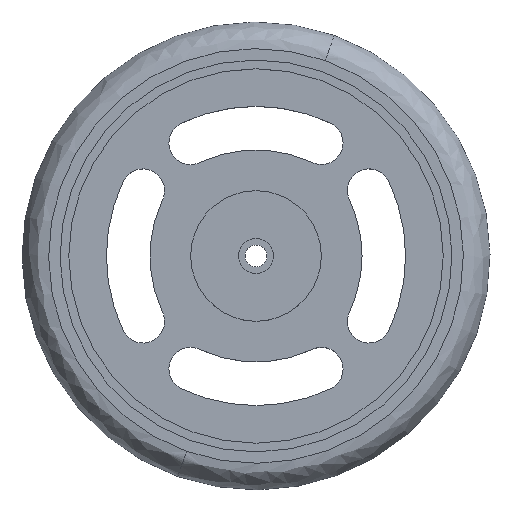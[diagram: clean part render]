
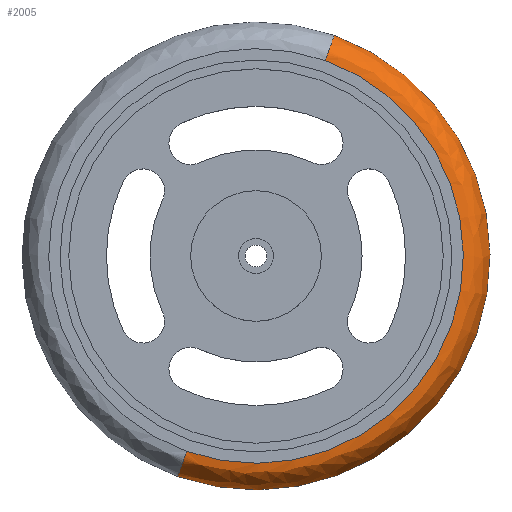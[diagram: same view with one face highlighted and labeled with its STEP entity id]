
A CAD part, top view. The second image highlights one B-rep face of the part: STEP entity #2005.
In plain terms, the highlighted free-form (B-spline) face has degree [3, 3] with [5, 4] control points.
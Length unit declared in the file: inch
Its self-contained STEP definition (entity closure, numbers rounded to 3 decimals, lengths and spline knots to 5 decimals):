
#32 = CARTESIAN_POINT ( 'NONE',  ( -0.02602, 1.34325, 0. ) ) ;
#101 = CARTESIAN_POINT ( 'NONE',  ( -0.15819, 1.24186, 0. ) ) ;
#118 = DIRECTION ( 'NONE',  ( 0., 0., -1. ) ) ;
#144 = AXIS2_PLACEMENT_3D ( 'NONE', #486, #1586, #118 ) ;
#186 = VERTEX_POINT ( 'NONE', #1504 ) ;
#200 = CARTESIAN_POINT ( 'NONE',  ( -0.15819, 1.1905, 0. ) ) ;
#205 = DIRECTION ( 'NONE',  ( 1., 0., 0. ) ) ;
#302 = VERTEX_POINT ( 'NONE', #2507 ) ;
#346 = VERTEX_POINT ( 'NONE', #1544 ) ;
#406 = CARTESIAN_POINT ( 'NONE',  ( 0., -1.34364, 0. ) ) ;
#413 = CARTESIAN_POINT ( 'NONE',  ( -0.02602, 1.34325, 2.6865 ) ) ;
#422 = EDGE_CURVE ( 'NONE', #186, #302, #1092, .T. ) ;
#461 = EDGE_CURVE ( 'NONE', #346, #1879, #1537, .T. ) ;
#486 = CARTESIAN_POINT ( 'NONE',  ( 0., 0., 0. ) ) ;
#516 = AXIS2_PLACEMENT_3D ( 'NONE', #960, #205, #1529 ) ;
#564 = CARTESIAN_POINT ( 'NONE',  ( -0.13659, -1.27759, 0. ) ) ;
#587 = CARTESIAN_POINT ( 'NONE',  ( 0., -1.34364, 2.68728 ) ) ;
#615 = FACE_OUTER_BOUND ( 'NONE', #1916, .T. ) ;
#617 = CARTESIAN_POINT ( 'NONE',  ( -0.02602, -1.34325, 0. ) ) ;
#741 = ORIENTED_EDGE ( 'NONE', *, *, #1314, .T. ) ;
#751 = CARTESIAN_POINT ( 'NONE',  ( -0.15819, -1.24186, 2.48372 ) ) ;
#780 = CARTESIAN_POINT ( 'NONE',  ( -0.13659, 1.27759, 2.55517 ) ) ;
#831 = CARTESIAN_POINT ( 'NONE',  ( 0., -1.34364, 0. ) ) ;
#833 = ORIENTED_EDGE ( 'NONE', *, *, #422, .T. ) ;
#875 = CARTESIAN_POINT ( 'NONE',  ( -0.15819, 1.1905, 0. ) ) ;
#938 = CARTESIAN_POINT ( 'NONE',  ( -0.15819, 1.24186, 0. ) ) ;
#960 = CARTESIAN_POINT ( 'NONE',  ( -0.15819, 0., 0. ) ) ;
#1012 = ORIENTED_EDGE ( 'NONE', *, *, #1225, .F. ) ;
#1092 = CIRCLE ( 'NONE', #516, 1.1905 ) ;
#1138 = CARTESIAN_POINT ( 'NONE',  ( -0.13659, -1.27759, 2.55517 ) ) ;
#1156 = CARTESIAN_POINT ( 'NONE',  ( -0.02602, -1.34325, 2.6865 ) ) ;
#1185 = CARTESIAN_POINT ( 'NONE',  ( -0.13659, -1.27759, 0. ) ) ;
#1225 = EDGE_CURVE ( 'NONE', #1879, #302, #1510, .T. ) ;
#1314 = EDGE_CURVE ( 'NONE', #346, #186, #2509, .T. ) ;
#1351 = CARTESIAN_POINT ( 'NONE',  ( -0.02602, -1.34325, 0. ) ) ;
#1504 = CARTESIAN_POINT ( 'NONE',  ( -0.15819, 1.1905, 0. ) ) ;
#1510 = B_SPLINE_CURVE_WITH_KNOTS ( 'NONE', 3,
 ( #831, #617, #1185, #2379, #2179 ),
 .UNSPECIFIED., .F., .F.,
 ( 4, 1, 4 ),
 ( 0.50408, 0.66762, 1. ),
 .UNSPECIFIED. ) ;
#1529 = DIRECTION ( 'NONE',  ( 0., 0., -1. ) ) ;
#1537 = CIRCLE ( 'NONE', #144, 1.34364 ) ;
#1544 = CARTESIAN_POINT ( 'NONE',  ( 0., 1.34364, 0. ) ) ;
#1586 = DIRECTION ( 'NONE',  ( 1., 0., 0. ) ) ;
#1618 = CARTESIAN_POINT ( 'NONE',  ( -0.13659, 1.27759, 0. ) ) ;
#1700 = CARTESIAN_POINT ( 'NONE',  ( -0.15819, -1.1905, 0. ) ) ;
#1747 = CARTESIAN_POINT ( 'NONE',  ( 0., 1.34364, 0. ) ) ;
#1846 = CARTESIAN_POINT ( 'NONE',  ( 0., 1.34364, 0. ) ) ;
#1879 = VERTEX_POINT ( 'NONE', #2323 ) ;
#1916 = EDGE_LOOP ( 'NONE', ( #1012, #2343, #741, #833 ) ) ;
#1965 = CARTESIAN_POINT ( 'NONE',  ( -0.13659, 1.27759, 0. ) ) ;
#1988 =( BOUNDED_SURFACE ( )  B_SPLINE_SURFACE ( 3, 3, ( 
 ( #1747, #2354, #587, #406 ),
 ( #32, #413, #1156, #1351 ),
 ( #1965, #780, #1138, #564 ),
 ( #938, #2316, #751, #2306 ),
 ( #200, #2512, #2501, #1700 ) ),
 .UNSPECIFIED., .F., .F., .F. ) 
 B_SPLINE_SURFACE_WITH_KNOTS ( ( 4, 1, 4 ),
 ( 4, 4 ),
 ( 0.50408, 0.66762, 1. ),
 ( 0., 1. ),
 .UNSPECIFIED. ) 
 GEOMETRIC_REPRESENTATION_ITEM ( )  RATIONAL_B_SPLINE_SURFACE ( (
 ( 1., 0.333, 0.333, 1.),
 ( 1., 0.333, 0.333, 1.),
 ( 1., 0.333, 0.333, 1.),
 ( 1., 0.333, 0.333, 1.),
 ( 1., 0.333, 0.333, 1.) ) ) 
 REPRESENTATION_ITEM ( '' )  SURFACE ( )  );
#2005 = ADVANCED_FACE ( 'NONE', ( #615 ), #1988, .T. ) ;
#2179 = CARTESIAN_POINT ( 'NONE',  ( -0.15819, -1.1905, 0. ) ) ;
#2306 = CARTESIAN_POINT ( 'NONE',  ( -0.15819, -1.24186, 0. ) ) ;
#2316 = CARTESIAN_POINT ( 'NONE',  ( -0.15819, 1.24186, 2.48372 ) ) ;
#2323 = CARTESIAN_POINT ( 'NONE',  ( 0., -1.34364, 0. ) ) ;
#2343 = ORIENTED_EDGE ( 'NONE', *, *, #461, .F. ) ;
#2354 = CARTESIAN_POINT ( 'NONE',  ( 0., 1.34364, 2.68728 ) ) ;
#2379 = CARTESIAN_POINT ( 'NONE',  ( -0.15819, -1.24186, 0. ) ) ;
#2443 = CARTESIAN_POINT ( 'NONE',  ( -0.02602, 1.34325, 0. ) ) ;
#2501 = CARTESIAN_POINT ( 'NONE',  ( -0.15819, -1.1905, 2.381 ) ) ;
#2507 = CARTESIAN_POINT ( 'NONE',  ( -0.15819, -1.1905, 0. ) ) ;
#2509 = B_SPLINE_CURVE_WITH_KNOTS ( 'NONE', 3,
 ( #1846, #2443, #1618, #101, #875 ),
 .UNSPECIFIED., .F., .F.,
 ( 4, 1, 4 ),
 ( 0.50408, 0.66762, 1. ),
 .UNSPECIFIED. ) ;
#2512 = CARTESIAN_POINT ( 'NONE',  ( -0.15819, 1.1905, 2.381 ) ) ;
